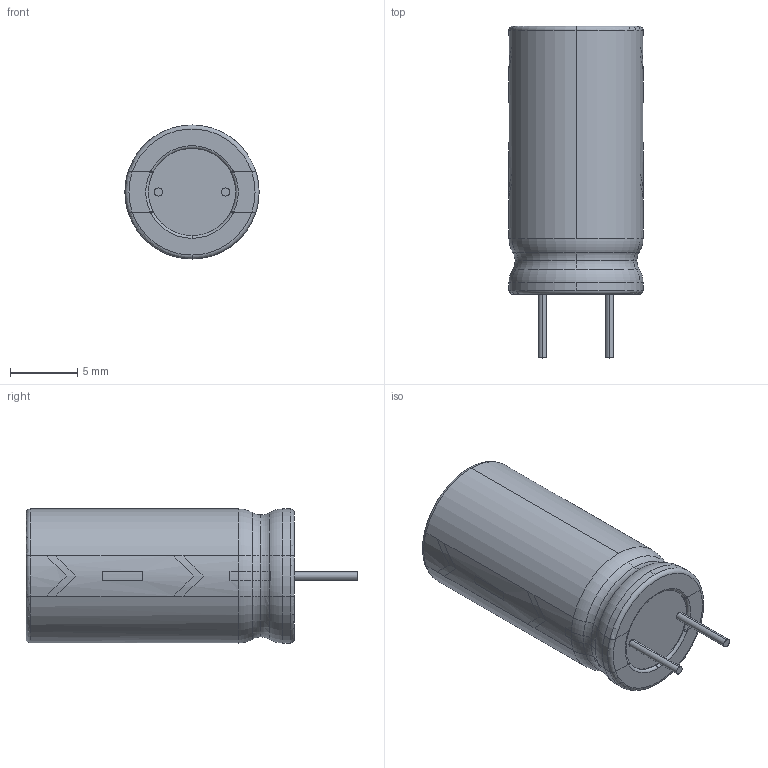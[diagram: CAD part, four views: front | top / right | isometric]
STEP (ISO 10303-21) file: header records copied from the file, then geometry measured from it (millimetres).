
FILE_DESCRIPTION (( 'STEP AP214' ), '1' );
FILE_NAME ('El_5_10_20.STEP', '2023-07-15T16:06:22', ( 'Yurii' ), ( '' ), 'SwSTEP 2.0', 'SolidWorks 2019', '' );
FILE_SCHEMA (( 'AUTOMOTIVE_DESIGN' ));
Length unit declared in the file: millimetre
Products named in the file (1): El_5_10_20
Bounding box: 10 x 24.75 x 10 mm (x, y, z)
Volume: 1533.7 mm3; surface area: 805.3 mm2
Topology: 1 solids, 1 shells, 122 faces, 296 edges, 180 vertices
Faces by surface type: torus 62, cylinder 44, plane 16
Entity records: 4986 total; most frequent: CARTESIAN_POINT 979, DIRECTION 634, ORIENTED_EDGE 592, EDGE_CURVE 296, AXIS2_PLACEMENT_3D 283, VERTEX_POINT 180, CIRCLE 160, EDGE_LOOP 126
